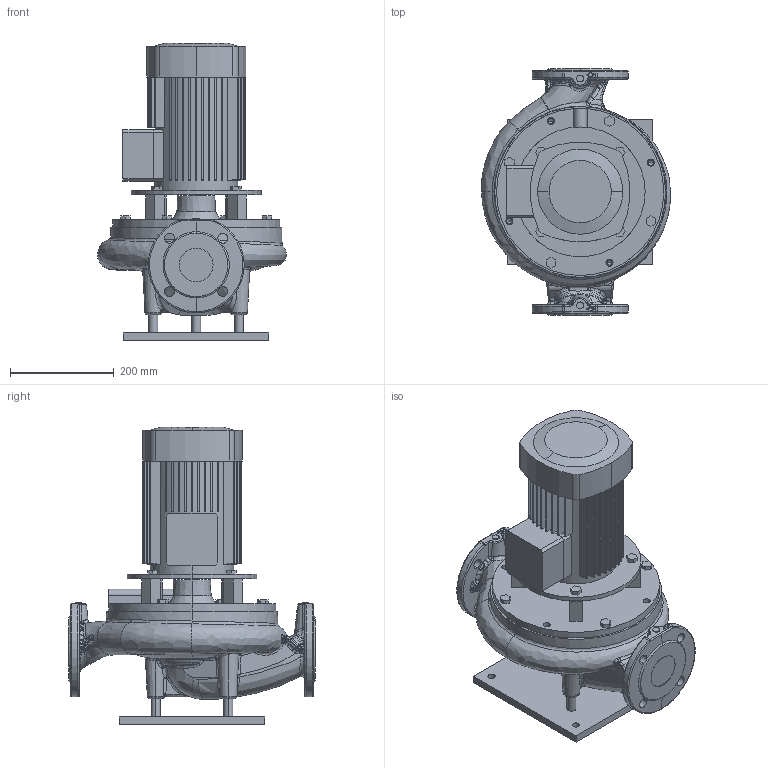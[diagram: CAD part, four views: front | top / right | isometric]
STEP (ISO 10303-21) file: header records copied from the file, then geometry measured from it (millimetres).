
FILE_DESCRIPTION (( 'STEP AP203' ), '1' );
FILE_NAME ('VariA 65-12.STEP', '2014-07-08T11:02:27', ( '' ), ( '' ), 'SwSTEP 2.0', 'SolidWorks 2011', '' );
FILE_SCHEMA (( 'CONFIG_CONTROL_DESIGN' ));
Products named in the file (1): VariA 65-12
Bounding box: 363.8 x 475 x 572.75 mm (x, y, z)
Volume: 22070723.9 mm3; surface area: 1391589.1 mm2
Topology: 5 solids, 5 shells, 1027 faces, 2561 edges, 1545 vertices
Faces by surface type: bspline 364, plane 249, cylinder 228, cone 80, sphere 73, torus 33
Entity records: 62624 total; most frequent: CARTESIAN_POINT 40850, ORIENTED_EDGE 5048, DIRECTION 3859, EDGE_CURVE 2524, AXIS2_PLACEMENT_3D 1548, VERTEX_POINT 1545, EDGE_LOOP 1097, ADVANCED_FACE 1027
